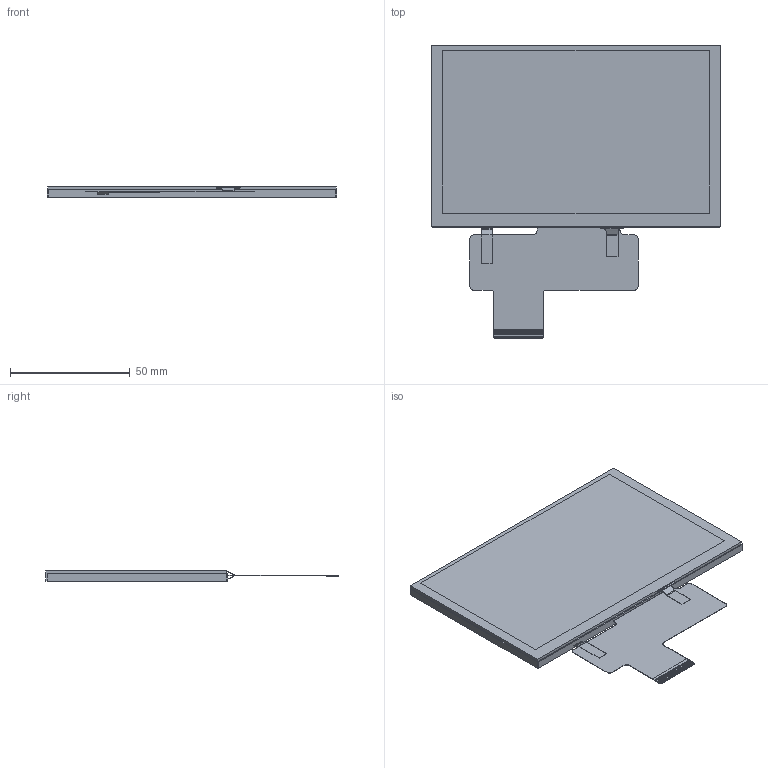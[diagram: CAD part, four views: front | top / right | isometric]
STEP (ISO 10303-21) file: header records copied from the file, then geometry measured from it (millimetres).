
FILE_DESCRIPTION (( 'STEP AP214' ), '1' );
FILE_NAME ('NHD-5.0-800480TF-T.STEP', '2017-09-05T21:11:54', ( '' ), ( '' ), 'SwSTEP 2.0', 'SolidWorks 2017', '' );
FILE_SCHEMA (( 'AUTOMOTIVE_DESIGN' ));
Length unit declared in the file: millimetre
Products named in the file (1): NHD-5.0-800480TF-T
Bounding box: 120.7 x 121.8 x 4.3 mm (x, y, z)
Volume: 54634 mm3; surface area: 40170.6 mm2
Topology: 2 solids, 2 shells, 243 faces, 711 edges, 472 vertices
Faces by surface type: plane 219, cylinder 18, bspline 6
Entity records: 8078 total; most frequent: CARTESIAN_POINT 1617, ORIENTED_EDGE 1422, DIRECTION 1189, EDGE_CURVE 711, LINE 661, VECTOR 661, VERTEX_POINT 472, AXIS2_PLACEMENT_3D 264
